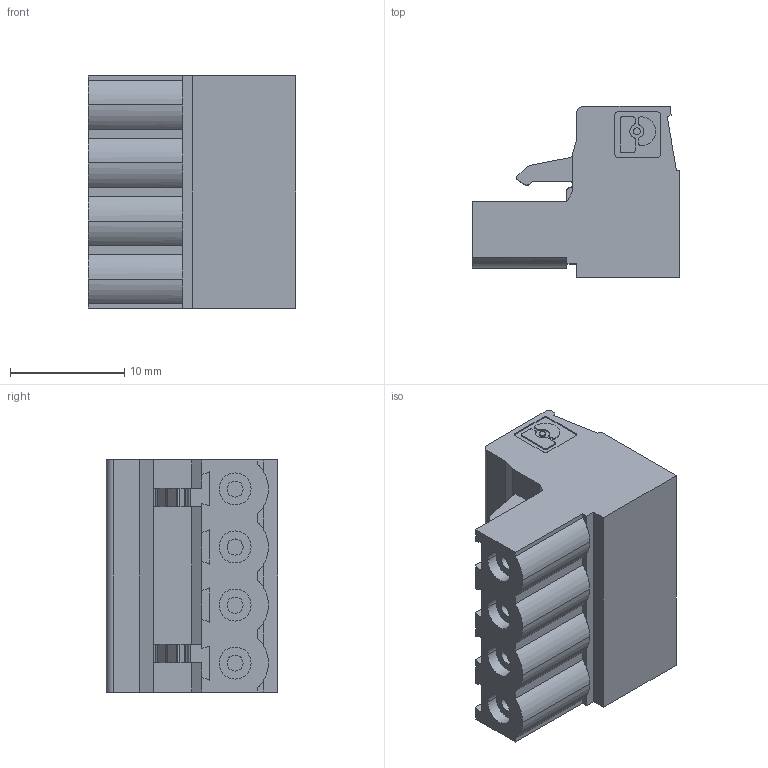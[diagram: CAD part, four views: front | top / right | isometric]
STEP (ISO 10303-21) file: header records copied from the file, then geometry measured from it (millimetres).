
FILE_DESCRIPTION(('STEP AP242'),'1');
FILE_NAME('1757035.stp','2022-02-06T14:54:59',('TraceParts'),('TraceParts S.A.'),'Spatial InterOp 3D',' ',' ');
FILE_SCHEMA(('AP242_MANAGED_MODEL_BASED_3D_ENGINEERING_MIM_LF {1 0 10303 442 1 1 4}'));
Length unit declared in the file: millimetre
Products named in the file (1): 1757035
Bounding box: 18.2 x 15 x 20.32 mm (x, y, z)
Volume: 3297.2 mm3; surface area: 2387.8 mm2
Topology: 1 solids, 1 shells, 292 faces, 748 edges, 482 vertices
Faces by surface type: plane 196, cylinder 96
Entity records: 9306 total; most frequent: DIRECTION 1552, CARTESIAN_POINT 1523, ORIENTED_EDGE 1496, EDGE_CURVE 748, LINE 530, VECTOR 530, AXIS2_PLACEMENT_3D 511, VERTEX_POINT 482
